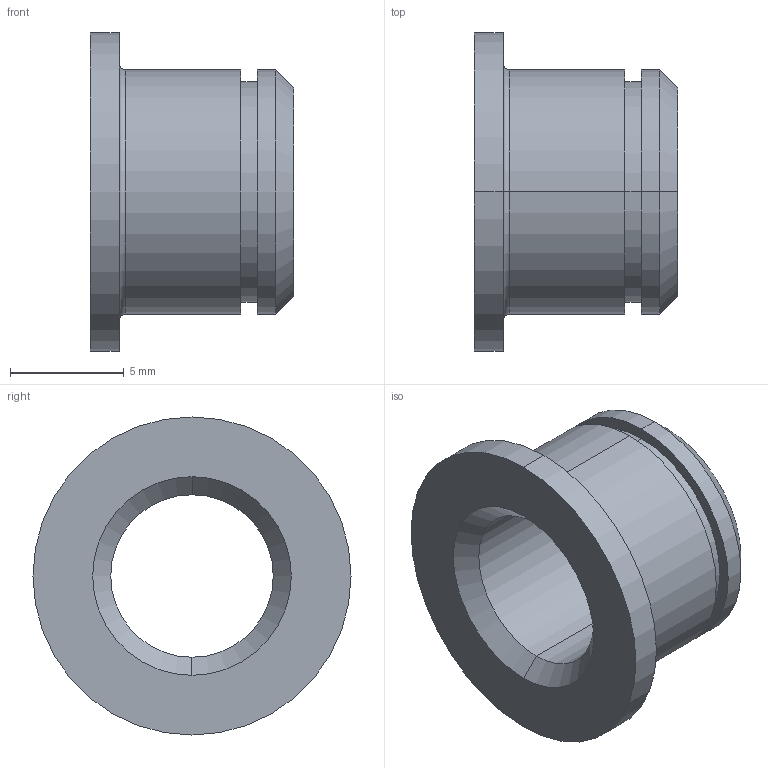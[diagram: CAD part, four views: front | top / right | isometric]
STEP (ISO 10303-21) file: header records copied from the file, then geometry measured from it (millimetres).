
FILE_DESCRIPTION (( 'STEP AP203' ), '1' );
FILE_NAME ('5141 Rotor Pin.STEP', '2013-12-18T19:50:17', ( 'Dan''s Work CPU' ), ( '' ), 'SwSTEP 2.0', 'SolidWorks 2012', '' );
FILE_SCHEMA (( 'CONFIG_CONTROL_DESIGN' ));
Length unit declared in the file: inch
Products named in the file (1): 5141 Rotor Pin
Bounding box: 8.93 x 13.97 x 13.97 mm (x, y, z)
Volume: 494.6 mm3; surface area: 732.6 mm2
Topology: 1 solids, 1 shells, 23 faces, 46 edges, 28 vertices
Faces by surface type: cylinder 10, cone 6, plane 5, torus 2
Entity records: 689 total; most frequent: DIRECTION 124, CARTESIAN_POINT 98, ORIENTED_EDGE 92, AXIS2_PLACEMENT_3D 54, EDGE_CURVE 46, CIRCLE 30, VERTEX_POINT 28, EDGE_LOOP 28
